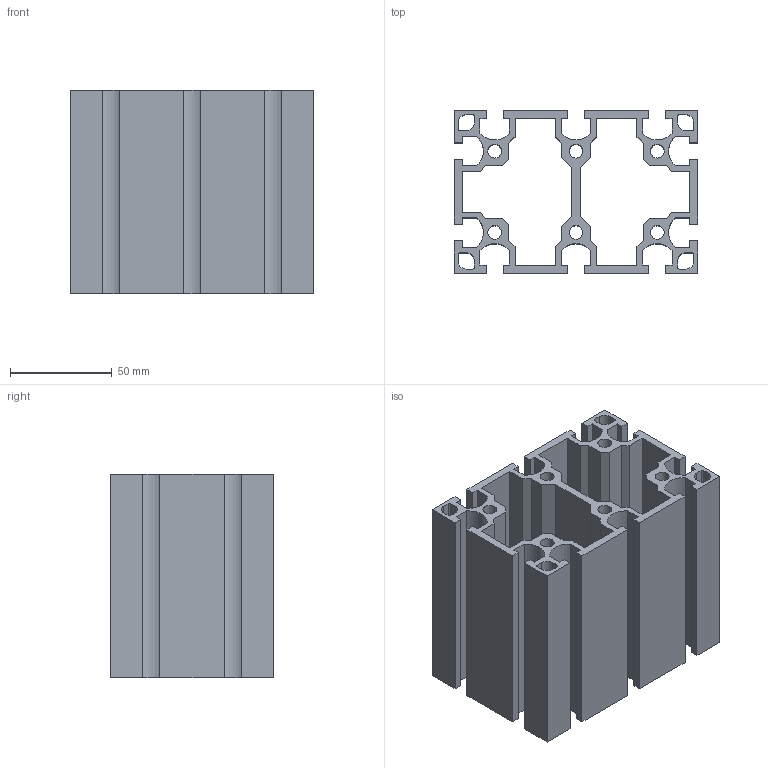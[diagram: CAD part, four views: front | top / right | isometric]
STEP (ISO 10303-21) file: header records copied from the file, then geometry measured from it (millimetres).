
FILE_DESCRIPTION((''),'2;1');
FILE_NAME('AF80120-8.stp','2009-09-01T13:38:16',('Administrator'),(''),'Autodesk Inventor 2008','Autodesk Inventor 2008','');
FILE_SCHEMA(('AUTOMOTIVE_DESIGN { 1 0 10303 214 1 1 1 1 }'));
Length unit declared in the file: millimetre
Products named in the file (1): AF80120-8
Bounding box: 120 x 80 x 100 mm (x, y, z)
Volume: 257666.9 mm3; surface area: 152209.4 mm2
Topology: 1 solids, 1 shells, 176 faces, 522 edges, 348 vertices
Faces by surface type: plane 144, cylinder 32
Full cylindrical faces by diameter (mm): 6.8 x6
Entity records: 5874 total; most frequent: CARTESIAN_POINT 1041, ORIENTED_EDGE 1032, DIRECTION 934, EDGE_CURVE 516, VECTOR 452, LINE 452, VERTEX_POINT 348, AXIS2_PLACEMENT_3D 241
